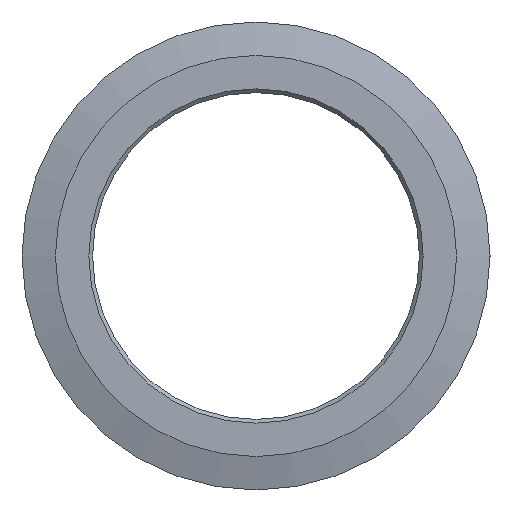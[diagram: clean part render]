
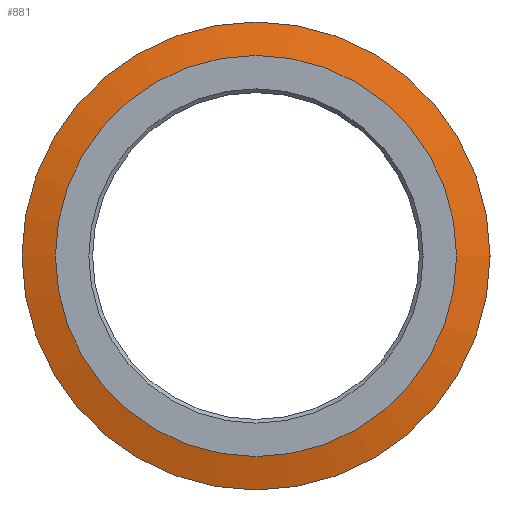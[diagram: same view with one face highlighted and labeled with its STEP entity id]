
A CAD part, left-side view. The second image highlights one B-rep face of the part: STEP entity #881.
In plain terms, the highlighted conical face has half-angle 75 degrees and reference radius 29.25 mm.
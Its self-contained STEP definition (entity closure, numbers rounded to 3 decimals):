
#82=FACE_OUTER_BOUND('',#127,.T.);
#127=EDGE_LOOP('',(#769,#770,#771,#772,#773,#774));
#154=LINE('',#1642,#179);
#179=VECTOR('',#1368,29.25);
#283=CIRCLE('',#1044,31.5);
#284=CIRCLE('',#1045,31.5);
#285=CIRCLE('',#1047,27.);
#286=CIRCLE('',#1048,27.);
#380=VERTEX_POINT('',#1632);
#381=VERTEX_POINT('',#1633);
#382=VERTEX_POINT('',#1638);
#383=VERTEX_POINT('',#1639);
#510=EDGE_CURVE('',#380,#381,#283,.T.);
#511=EDGE_CURVE('',#381,#380,#284,.T.);
#513=EDGE_CURVE('',#382,#383,#285,.T.);
#514=EDGE_CURVE('',#383,#382,#286,.T.);
#515=EDGE_CURVE('',#383,#381,#154,.T.);
#769=ORIENTED_EDGE('',*,*,#513,.F.);
#770=ORIENTED_EDGE('',*,*,#514,.F.);
#771=ORIENTED_EDGE('',*,*,#515,.T.);
#772=ORIENTED_EDGE('',*,*,#511,.T.);
#773=ORIENTED_EDGE('',*,*,#510,.T.);
#774=ORIENTED_EDGE('',*,*,#515,.F.);
#799=CONICAL_SURFACE('',#1046,29.25,1.309);
#881=ADVANCED_FACE('',(#82),#799,.T.);
#1044=AXIS2_PLACEMENT_3D('',#1634,#1357,#1358);
#1045=AXIS2_PLACEMENT_3D('',#1635,#1359,#1360);
#1046=AXIS2_PLACEMENT_3D('',#1637,#1362,#1363);
#1047=AXIS2_PLACEMENT_3D('',#1640,#1364,#1365);
#1048=AXIS2_PLACEMENT_3D('',#1641,#1366,#1367);
#1357=DIRECTION('center_axis',(-1.,0.,0.));
#1358=DIRECTION('ref_axis',(0.,-1.,0.));
#1359=DIRECTION('center_axis',(-1.,0.,0.));
#1360=DIRECTION('ref_axis',(0.,-1.,0.));
#1362=DIRECTION('center_axis',(1.,0.,0.));
#1363=DIRECTION('ref_axis',(0.,-1.,0.));
#1364=DIRECTION('center_axis',(-1.,0.,0.));
#1365=DIRECTION('ref_axis',(0.,-1.,0.));
#1366=DIRECTION('center_axis',(-1.,0.,0.));
#1367=DIRECTION('ref_axis',(0.,-1.,0.));
#1368=DIRECTION('',(0.259,0.966,0.));
#1632=CARTESIAN_POINT('',(1.206,-31.5,0.));
#1633=CARTESIAN_POINT('',(1.206,31.5,0.));
#1634=CARTESIAN_POINT('Origin',(1.206,0.,0.));
#1635=CARTESIAN_POINT('Origin',(1.206,0.,0.));
#1637=CARTESIAN_POINT('Origin',(0.603,0.,0.));
#1638=CARTESIAN_POINT('',(0.,-27.,0.));
#1639=CARTESIAN_POINT('',(0.,27.,0.));
#1640=CARTESIAN_POINT('Origin',(0.,0.,0.));
#1641=CARTESIAN_POINT('Origin',(0.,0.,0.));
#1642=CARTESIAN_POINT('',(0.603,29.25,0.));
